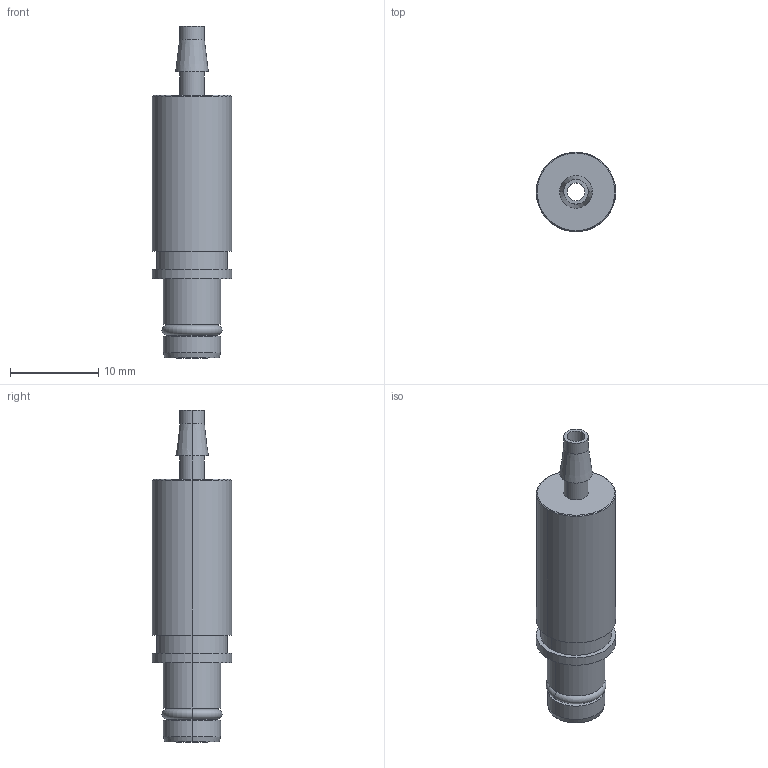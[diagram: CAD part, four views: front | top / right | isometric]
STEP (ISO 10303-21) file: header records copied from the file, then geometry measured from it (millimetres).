
FILE_DESCRIPTION((''),'2;1');
FILE_NAME('MPCM-ID3_0_1','2022-07-01T',('sy.ji'),(''),'PRO/ENGINEER BY PARAMETRIC TECHNOLOGY CORPORATION, 2012480','PRO/ENGINEER BY PARAMETRIC TECHNOLOGY CORPORATION, 2012480','');
FILE_SCHEMA(('CONFIG_CONTROL_DESIGN'));
Length unit declared in the file: millimetre
Products named in the file (1): MPCM-ID3_0_1
Bounding box: 9 x 9 x 37.6 mm (x, y, z)
Volume: 1415.5 mm3; surface area: 1360.6 mm2
Topology: 1 solids, 1 shells, 41 faces, 90 edges, 58 vertices
Faces by surface type: cylinder 22, plane 9, cone 8, torus 2
Entity records: 1765 total; most frequent: DIRECTION 232, CARTESIAN_POINT 189, ORIENTED_EDGE 180, PRESENTATION_STYLE_ASSIGNMENT 128, AXIS2_PLACEMENT_3D 101, STYLED_ITEM 97, CURVE_STYLE 90, EDGE_CURVE 90
